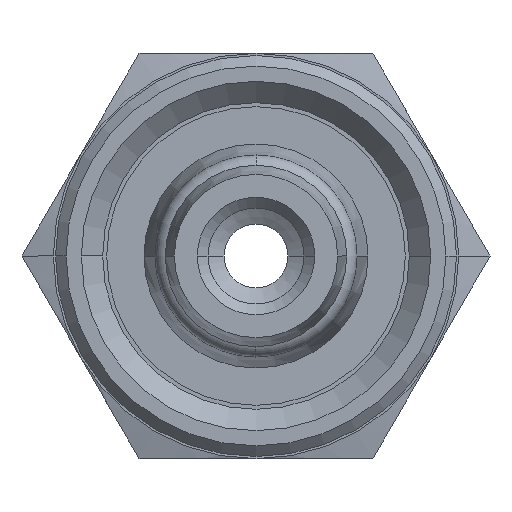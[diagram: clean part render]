
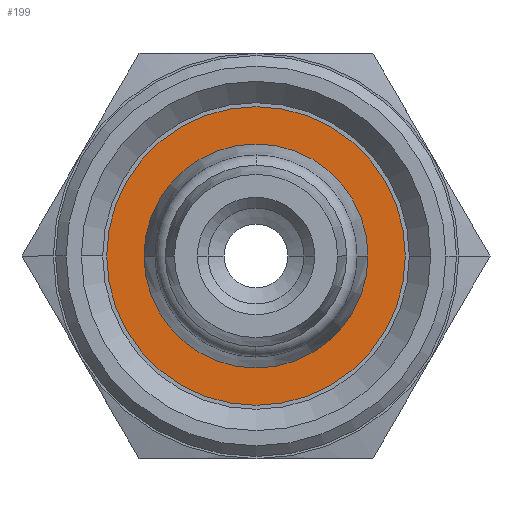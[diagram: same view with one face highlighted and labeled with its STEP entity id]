
A CAD part, left-side view. The second image highlights one B-rep face of the part: STEP entity #199.
In plain terms, the highlighted planar face has unit normal (-1, 0, 0).
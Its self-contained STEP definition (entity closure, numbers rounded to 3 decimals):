
#199 = ADVANCED_FACE( '', ( #420, #421 ), #422, .T. );
#420 = FACE_BOUND( '', #832, .T. );
#421 = FACE_OUTER_BOUND( '', #833, .T. );
#422 = PLANE( '', #834 );
#832 = EDGE_LOOP( '', ( #1397, #1398 ) );
#833 = EDGE_LOOP( '', ( #1399, #1400 ) );
#834 = AXIS2_PLACEMENT_3D( '', #1401, #1402, #1403 );
#1397 = ORIENTED_EDGE( '', *, *, #2748, .F. );
#1398 = ORIENTED_EDGE( '', *, *, #2767, .F. );
#1399 = ORIENTED_EDGE( '', *, *, #2746, .T. );
#1400 = ORIENTED_EDGE( '', *, *, #2768, .T. );
#1401 = CARTESIAN_POINT( '', ( -9.8, 6.125, 0. ) );
#1402 = DIRECTION( '', ( -1., 0., 0. ) );
#1403 = DIRECTION( '', ( 0., 1., 0. ) );
#2746 = EDGE_CURVE( '', #3312, #3314, #3316, .T. );
#2748 = EDGE_CURVE( '', #3317, #3320, #3321, .T. );
#2767 = EDGE_CURVE( '', #3320, #3317, #3349, .T. );
#2768 = EDGE_CURVE( '', #3314, #3312, #3350, .T. );
#3312 = VERTEX_POINT( '', #4084 );
#3314 = VERTEX_POINT( '', #4087 );
#3316 = CIRCLE( '', #4090, 7. );
#3317 = VERTEX_POINT( '', #4091 );
#3320 = VERTEX_POINT( '', #4095 );
#3321 = CIRCLE( '', #4096, 5.25 );
#3349 = CIRCLE( '', #4129, 5.25 );
#3350 = CIRCLE( '', #4130, 7. );
#4084 = CARTESIAN_POINT( '', ( -9.8, 7., 0. ) );
#4087 = CARTESIAN_POINT( '', ( -9.8, -7., 0. ) );
#4090 = AXIS2_PLACEMENT_3D( '', #5532, #5533, #5534 );
#4091 = CARTESIAN_POINT( '', ( -9.8, 5.25, 0. ) );
#4095 = CARTESIAN_POINT( '', ( -9.8, -5.25, 0. ) );
#4096 = AXIS2_PLACEMENT_3D( '', #5536, #5537, #5538 );
#4129 = AXIS2_PLACEMENT_3D( '', #5583, #5584, #5585 );
#4130 = AXIS2_PLACEMENT_3D( '', #5586, #5587, #5588 );
#5532 = CARTESIAN_POINT( '', ( -9.8, 0., 0. ) );
#5533 = DIRECTION( '', ( -1., 0., 0. ) );
#5534 = DIRECTION( '', ( 0., 1., 0. ) );
#5536 = CARTESIAN_POINT( '', ( -9.8, 0., 0. ) );
#5537 = DIRECTION( '', ( -1., 0., 0. ) );
#5538 = DIRECTION( '', ( 0., 1., 0. ) );
#5583 = CARTESIAN_POINT( '', ( -9.8, 0., 0. ) );
#5584 = DIRECTION( '', ( -1., 0., 0. ) );
#5585 = DIRECTION( '', ( 0., 1., 0. ) );
#5586 = CARTESIAN_POINT( '', ( -9.8, 0., 0. ) );
#5587 = DIRECTION( '', ( -1., 0., 0. ) );
#5588 = DIRECTION( '', ( 0., 1., 0. ) );
